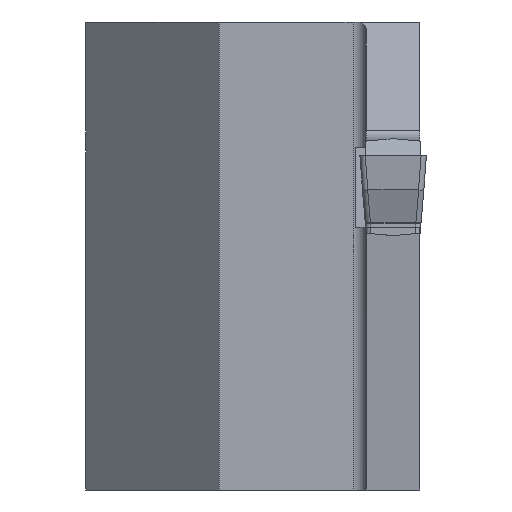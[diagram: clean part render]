
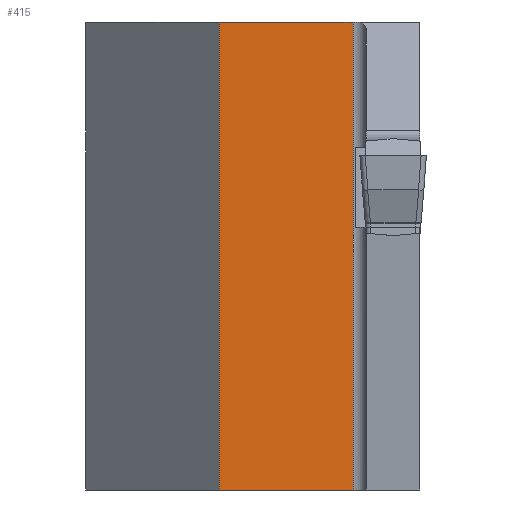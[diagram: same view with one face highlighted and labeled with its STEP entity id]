
A CAD part, left-side view. The second image highlights one B-rep face of the part: STEP entity #415.
In plain terms, the highlighted planar face has unit normal (-1, 0, 0).
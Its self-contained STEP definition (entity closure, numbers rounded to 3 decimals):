
#415=ADVANCED_FACE('',(#526),#481,.T.);
#481=PLANE('',#1574);
#526=FACE_OUTER_BOUND('',#592,.T.);
#592=EDGE_LOOP('',(#695,#696,#697,#698));
#695=ORIENTED_EDGE('',*,*,#1155,.F.);
#696=ORIENTED_EDGE('',*,*,#1156,.T.);
#697=ORIENTED_EDGE('',*,*,#1157,.T.);
#698=ORIENTED_EDGE('',*,*,#1158,.T.);
#1043=VERTEX_POINT('',#2065);
#1044=VERTEX_POINT('',#2066);
#1045=VERTEX_POINT('',#2068);
#1046=VERTEX_POINT('',#2070);
#1155=EDGE_CURVE('',#1043,#1044,#1326,.T.);
#1156=EDGE_CURVE('',#1043,#1045,#1327,.T.);
#1157=EDGE_CURVE('',#1045,#1046,#1328,.T.);
#1158=EDGE_CURVE('',#1046,#1044,#1329,.T.);
#1326=LINE('',#2064,#1455);
#1327=LINE('',#2067,#1456);
#1328=LINE('',#2069,#1457);
#1329=LINE('',#2071,#1458);
#1455=VECTOR('',#1706,1.);
#1456=VECTOR('',#1707,1.);
#1457=VECTOR('',#1708,1.);
#1458=VECTOR('',#1709,1.);
#1574=AXIS2_PLACEMENT_3D('',#2072,#1710,#1711);
#1706=DIRECTION('',(0.,-1.,0.));
#1707=DIRECTION('',(0.,0.,-1.));
#1708=DIRECTION('',(0.,-1.,0.));
#1709=DIRECTION('',(0.,0.,1.));
#1710=DIRECTION('',(-1.,0.,0.));
#1711=DIRECTION('',(0.,0.,1.));
#2064=CARTESIAN_POINT('',(19.,29.075,10.));
#2065=CARTESIAN_POINT('',(19.,15.,10.));
#2066=CARTESIAN_POINT('',(19.,5.,10.));
#2067=CARTESIAN_POINT('',(19.,15.,30.));
#2068=CARTESIAN_POINT('',(19.,15.,-25.));
#2069=CARTESIAN_POINT('',(19.,29.075,-25.));
#2070=CARTESIAN_POINT('',(19.,5.,-25.));
#2071=CARTESIAN_POINT('',(19.,5.,10.));
#2072=CARTESIAN_POINT('',(19.,29.075,10.));
